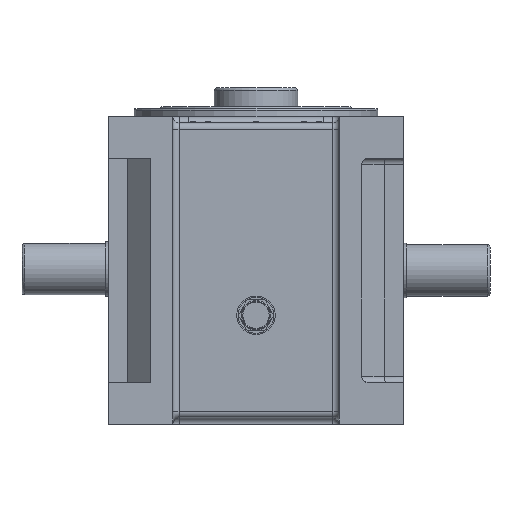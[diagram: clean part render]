
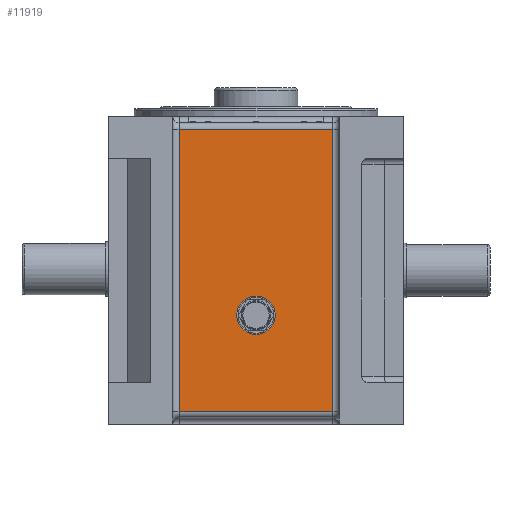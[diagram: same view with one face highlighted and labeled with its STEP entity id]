
A CAD part, front view. The second image highlights one B-rep face of the part: STEP entity #11919.
In plain terms, the highlighted planar face has unit normal (0, -1, 0).
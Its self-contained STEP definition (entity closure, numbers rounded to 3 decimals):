
#79 = EDGE_LOOP ( 'NONE', ( #27754, #24894 ) ) ;
#450 = EDGE_CURVE ( 'NONE', #25282, #31692, #23156, .T. ) ;
#1354 = AXIS2_PLACEMENT_3D ( 'NONE', #29531, #7072, #22334 ) ;
#1561 = VERTEX_POINT ( 'NONE', #29417 ) ;
#1894 = EDGE_CURVE ( 'NONE', #14366, #1561, #26556, .T. ) ;
#2655 = PLANE ( 'NONE',  #23728 ) ;
#4147 = ORIENTED_EDGE ( 'NONE', *, *, #20929, .F. ) ;
#4252 = LINE ( 'NONE', #23001, #29127 ) ;
#4418 = CARTESIAN_POINT ( 'NONE',  ( -120.479, -337.526, -242.5 ) ) ;
#5321 = VECTOR ( 'NONE', #25972, 1000. ) ;
#6046 = AXIS2_PLACEMENT_3D ( 'NONE', #10070, #30299, #23182 ) ;
#6067 = CARTESIAN_POINT ( 'NONE',  ( 129.521, -337.526, 197.5 ) ) ;
#6403 = EDGE_CURVE ( 'NONE', #12564, #30430, #25134, .T. ) ;
#7072 = DIRECTION ( 'NONE',  ( 0., -1., 0. ) ) ;
#7964 = EDGE_LOOP ( 'NONE', ( #20513, #17467, #4147, #31349 ) ) ;
#8850 = LINE ( 'NONE', #4418, #12690 ) ;
#10070 = CARTESIAN_POINT ( 'NONE',  ( 9.521, -337.526, -92.5 ) ) ;
#10125 = CARTESIAN_POINT ( 'NONE',  ( -120.479, -337.526, 197.5 ) ) ;
#11702 = CARTESIAN_POINT ( 'NONE',  ( 129.521, -337.526, -242.5 ) ) ;
#11919 = ADVANCED_FACE ( 'NONE', ( #13521, #18194 ), #2655, .F. ) ;
#12564 = VERTEX_POINT ( 'NONE', #25385 ) ;
#12690 = VECTOR ( 'NONE', #24602, 1000. ) ;
#12933 = DIRECTION ( 'NONE',  ( 0., 1., 0. ) ) ;
#13521 = FACE_OUTER_BOUND ( 'NONE', #7964, .T. ) ;
#13670 = DIRECTION ( 'NONE',  ( 1., 0., 0. ) ) ;
#14366 = VERTEX_POINT ( 'NONE', #11702 ) ;
#15394 = EDGE_CURVE ( 'NONE', #31692, #14366, #8850, .T. ) ;
#17467 = ORIENTED_EDGE ( 'NONE', *, *, #1894, .T. ) ;
#17933 = DIRECTION ( 'NONE',  ( 1., 0., 0. ) ) ;
#18194 = FACE_BOUND ( 'NONE', #79, .T. ) ;
#18256 = EDGE_CURVE ( 'NONE', #30430, #12564, #27663, .T. ) ;
#18777 = CARTESIAN_POINT ( 'NONE',  ( 9.521, -337.526, -122.5 ) ) ;
#19975 = VECTOR ( 'NONE', #25555, 1000. ) ;
#20513 = ORIENTED_EDGE ( 'NONE', *, *, #15394, .T. ) ;
#20929 = EDGE_CURVE ( 'NONE', #25282, #1561, #4252, .T. ) ;
#22334 = DIRECTION ( 'NONE',  ( 0., 0., -1. ) ) ;
#23001 = CARTESIAN_POINT ( 'NONE',  ( -120.479, -337.526, 197.5 ) ) ;
#23156 = LINE ( 'NONE', #23482, #5321 ) ;
#23182 = DIRECTION ( 'NONE',  ( 0., 0., -1. ) ) ;
#23482 = CARTESIAN_POINT ( 'NONE',  ( -110.479, -337.526, 197.5 ) ) ;
#23638 = CARTESIAN_POINT ( 'NONE',  ( -110.479, -337.526, -242.5 ) ) ;
#23728 = AXIS2_PLACEMENT_3D ( 'NONE', #10125, #12933, #17933 ) ;
#24602 = DIRECTION ( 'NONE',  ( 1., 0., 0. ) ) ;
#24894 = ORIENTED_EDGE ( 'NONE', *, *, #6403, .F. ) ;
#25134 = CIRCLE ( 'NONE', #1354, 30. ) ;
#25159 = CARTESIAN_POINT ( 'NONE',  ( -110.479, -337.526, 197.5 ) ) ;
#25282 = VERTEX_POINT ( 'NONE', #25159 ) ;
#25385 = CARTESIAN_POINT ( 'NONE',  ( 9.521, -337.526, -62.5 ) ) ;
#25555 = DIRECTION ( 'NONE',  ( 0., 0., 1. ) ) ;
#25972 = DIRECTION ( 'NONE',  ( 0., 0., -1. ) ) ;
#26556 = LINE ( 'NONE', #6067, #19975 ) ;
#27663 = CIRCLE ( 'NONE', #6046, 30. ) ;
#27754 = ORIENTED_EDGE ( 'NONE', *, *, #18256, .F. ) ;
#29127 = VECTOR ( 'NONE', #13670, 1000. ) ;
#29417 = CARTESIAN_POINT ( 'NONE',  ( 129.521, -337.526, 197.5 ) ) ;
#29531 = CARTESIAN_POINT ( 'NONE',  ( 9.521, -337.526, -92.5 ) ) ;
#30299 = DIRECTION ( 'NONE',  ( 0., -1., 0. ) ) ;
#30430 = VERTEX_POINT ( 'NONE', #18777 ) ;
#31349 = ORIENTED_EDGE ( 'NONE', *, *, #450, .T. ) ;
#31692 = VERTEX_POINT ( 'NONE', #23638 ) ;
